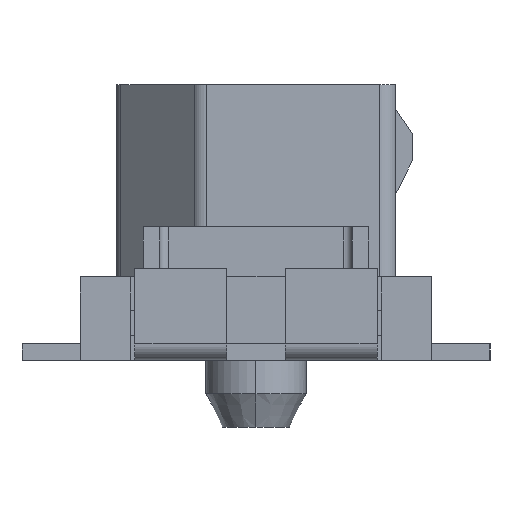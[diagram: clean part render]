
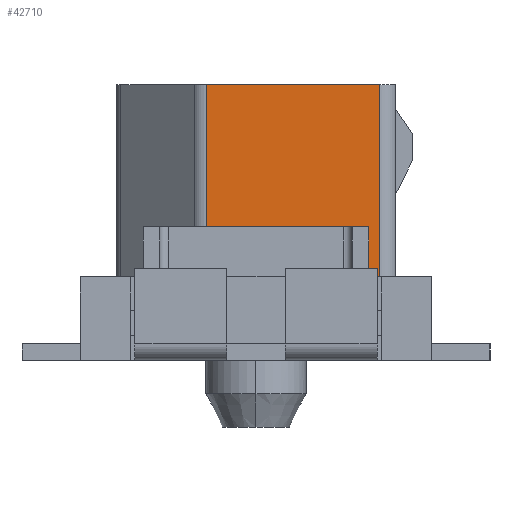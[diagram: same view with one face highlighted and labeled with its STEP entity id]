
A CAD part, left-side view. The second image highlights one B-rep face of the part: STEP entity #42710.
In plain terms, the highlighted planar face has unit normal (-1, 0, 0).
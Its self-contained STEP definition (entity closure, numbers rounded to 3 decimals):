
#42320=CARTESIAN_POINT('',(19.202,30.59,-2.415));
#42330=DIRECTION('',(1.,0.,0.));
#42340=DIRECTION('',(0.,0.,-1.));
#42350=AXIS2_PLACEMENT_3D('',#42320,#42330,#42340);
#42360=PLANE('',#42350);
#42370=CARTESIAN_POINT('',(19.202,0.,-2.3));
#42380=DIRECTION('',(0.,-1.,0.));
#42390=VECTOR('',#42380,1.);
#42400=LINE('',#42370,#42390);
#42410=CARTESIAN_POINT('',(19.202,32.76,-2.3));
#42420=VERTEX_POINT('',#42410);
#42430=CARTESIAN_POINT('',(19.202,30.693,-2.3));
#42440=VERTEX_POINT('',#42430);
#42450=EDGE_CURVE('',#42420,#42440,#42400,.T.);
#42460=ORIENTED_EDGE('',*,*,#42450,.T.);
#42470=CARTESIAN_POINT('',(19.202,32.76,-2.415));
#42480=DIRECTION('',(0.,0.,1.));
#42490=VECTOR('',#42480,1.);
#42500=LINE('',#42470,#42490);
#42510=CARTESIAN_POINT('',(19.202,32.76,0.));
#42520=VERTEX_POINT('',#42510);
#42530=EDGE_CURVE('',#42420,#42520,#42500,.T.);
#42540=ORIENTED_EDGE('',*,*,#42530,.F.);
#42550=CARTESIAN_POINT('',(19.202,0.,0.));
#42560=DIRECTION('',(0.,-1.,0.));
#42570=VECTOR('',#42560,1.);
#42580=LINE('',#42550,#42570);
#42590=CARTESIAN_POINT('',(19.202,30.693,0.));
#42600=VERTEX_POINT('',#42590);
#42610=EDGE_CURVE('',#42520,#42600,#42580,.T.);
#42620=ORIENTED_EDGE('',*,*,#42610,.F.);
#42630=CARTESIAN_POINT('',(19.202,30.693,0.115));
#42640=DIRECTION('',(0.,0.,-1.));
#42650=VECTOR('',#42640,1.);
#42660=LINE('',#42630,#42650);
#42670=EDGE_CURVE('',#42600,#42440,#42660,.T.);
#42680=ORIENTED_EDGE('',*,*,#42670,.F.);
#42690=EDGE_LOOP('',(#42680,#42620,#42540,#42460));
#42700=FACE_OUTER_BOUND('',#42690,.T.);
#42710=ADVANCED_FACE('',(#42700),#42360,.F.);
